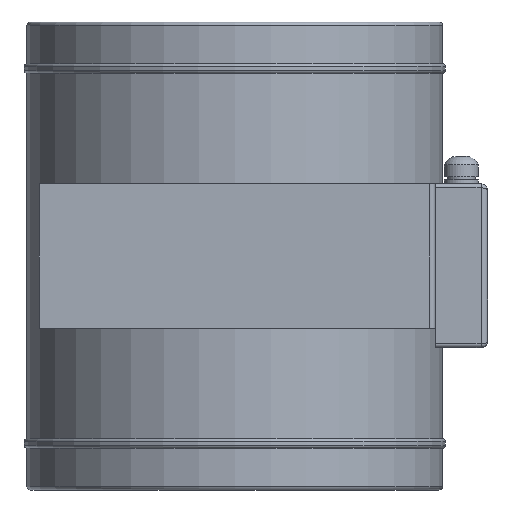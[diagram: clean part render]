
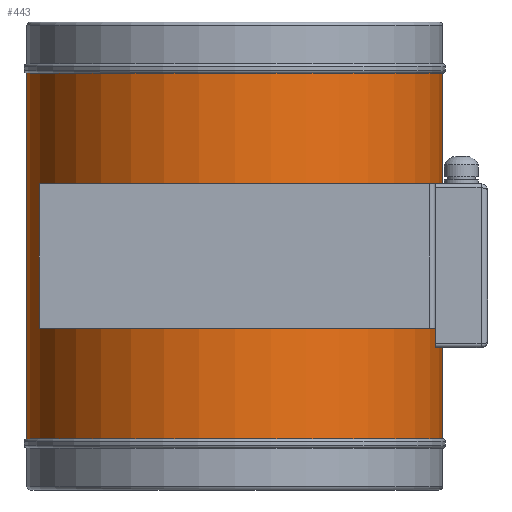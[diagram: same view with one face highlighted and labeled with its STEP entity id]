
A CAD part, front view. The second image highlights one B-rep face of the part: STEP entity #443.
In plain terms, the highlighted cylindrical face has radius 158.5 mm (diameter 317 mm), a partial arc.
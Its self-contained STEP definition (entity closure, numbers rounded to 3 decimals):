
#36 = VERTEX_POINT ( 'NONE', #2215 ) ;
#108 = EDGE_CURVE ( 'NONE', #36, #2351, #2437, .T. ) ;
#110 = EDGE_CURVE ( 'NONE', #113, #2355, #2433, .T. ) ;
#113 = VERTEX_POINT ( 'NONE', #2429 ) ;
#442 = EDGE_CURVE ( 'NONE', #113, #36, #3008, .T. ) ;
#443 = ADVANCED_FACE ( 'NONE', ( #2999 ), #2998, .T. ) ;
#493 = EDGE_LOOP ( 'NONE', ( #494, #495, #496, #497 ) ) ;
#494 = ORIENTED_EDGE ( 'NONE', *, *, #110, .F. ) ;
#495 = ORIENTED_EDGE ( 'NONE', *, *, #442, .T. ) ;
#496 = ORIENTED_EDGE ( 'NONE', *, *, #108, .T. ) ;
#497 = ORIENTED_EDGE ( 'NONE', *, *, #498, .F. ) ;
#498 = EDGE_CURVE ( 'NONE', #2355, #2351, #3081, .T. ) ;
#2215 = CARTESIAN_POINT ( 'NONE',  ( 158.5, 0., -317. ) ) ;
#2351 = VERTEX_POINT ( 'NONE', #6252 ) ;
#2355 = VERTEX_POINT ( 'NONE', #6294 ) ;
#2429 = CARTESIAN_POINT ( 'NONE',  ( -158.5, 0., -317. ) ) ;
#2430 = DIRECTION ( 'NONE',  ( 0., 0., 1. ) ) ;
#2431 = VECTOR ( 'NONE', #2430, 1000. ) ;
#2432 = CARTESIAN_POINT ( 'NONE',  ( -158.5, 0., 0. ) ) ;
#2433 = LINE ( 'NONE', #2432, #2431 ) ;
#2434 = DIRECTION ( 'NONE',  ( 0., 0., 1. ) ) ;
#2435 = VECTOR ( 'NONE', #2434, 1000. ) ;
#2436 = CARTESIAN_POINT ( 'NONE',  ( 158.5, 0., 0. ) ) ;
#2437 = LINE ( 'NONE', #2436, #2435 ) ;
#2994 = DIRECTION ( 'NONE',  ( 1., 0., 0. ) ) ;
#2995 = DIRECTION ( 'NONE',  ( 0., 0., 1. ) ) ;
#2996 = CARTESIAN_POINT ( 'NONE',  ( 0., 0., 0. ) ) ;
#2997 = AXIS2_PLACEMENT_3D ( 'NONE', #2996, #2995, #2994 ) ;
#2998 = CYLINDRICAL_SURFACE ( 'NONE', #2997, 158.5 ) ;
#2999 = FACE_OUTER_BOUND ( 'NONE', #493, .T. ) ;
#3000 = DIRECTION ( 'NONE',  ( 1., 0., 0. ) ) ;
#3001 = DIRECTION ( 'NONE',  ( 0., 0., 1. ) ) ;
#3002 = CARTESIAN_POINT ( 'NONE',  ( 0., 0., -317. ) ) ;
#3003 = AXIS2_PLACEMENT_3D ( 'NONE', #3002, #3001, #3000 ) ;
#3008 = CIRCLE ( 'NONE', #3003, 158.5 ) ;
#3073 = DIRECTION ( 'NONE',  ( 1., 0., 0. ) ) ;
#3074 = DIRECTION ( 'NONE',  ( 0., 0., 1. ) ) ;
#3075 = CARTESIAN_POINT ( 'NONE',  ( 0., 0., -38. ) ) ;
#3076 = AXIS2_PLACEMENT_3D ( 'NONE', #3075, #3074, #3073 ) ;
#3081 = CIRCLE ( 'NONE', #3076, 158.5 ) ;
#6252 = CARTESIAN_POINT ( 'NONE',  ( 158.5, 0., -38. ) ) ;
#6294 = CARTESIAN_POINT ( 'NONE',  ( -158.5, 0., -38. ) ) ;
